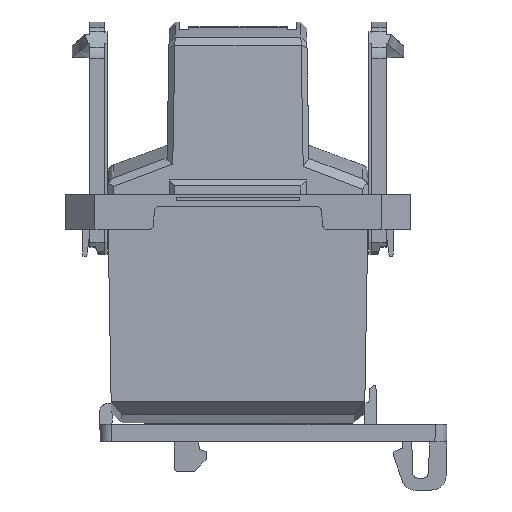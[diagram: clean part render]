
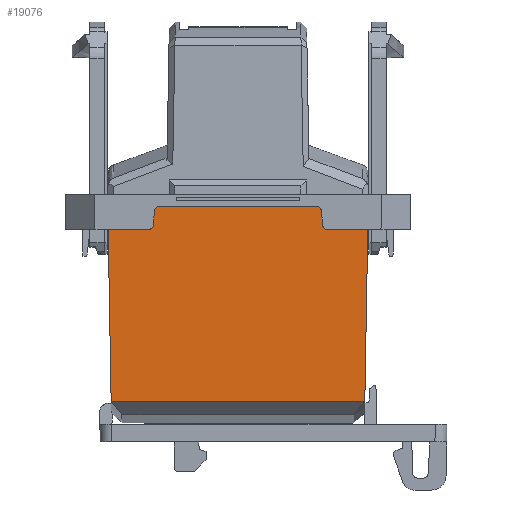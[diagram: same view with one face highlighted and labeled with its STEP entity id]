
A CAD part, left-side view. The second image highlights one B-rep face of the part: STEP entity #19076.
In plain terms, the highlighted planar face has unit normal (-1, 0, -0.018).
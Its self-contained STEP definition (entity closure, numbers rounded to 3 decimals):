
#18958=AXIS2_PLACEMENT_3D('Plane Axis2P3D',#18955,#18956,#18957) ;
#16369=CARTESIAN_POINT('Vertex',(5.116,57.287,15.133)) ;
#17475=CARTESIAN_POINT('Line Origine',(4.86,57.542,29.763)) ;
#17479=CARTESIAN_POINT('Vertex',(4.605,57.798,44.4)) ;
#17587=CARTESIAN_POINT('Vertex',(5.116,14.018,15.133)) ;
#17590=CARTESIAN_POINT('Line Origine',(5.116,35.652,15.133)) ;
#18045=CARTESIAN_POINT('Vertex',(4.605,13.507,44.4)) ;
#18048=CARTESIAN_POINT('Line Origine',(4.86,13.763,29.767)) ;
#18760=CARTESIAN_POINT('Line Origine',(4.605,54.416,44.4)) ;
#18764=CARTESIAN_POINT('Vertex',(4.605,51.034,44.4)) ;
#18955=CARTESIAN_POINT('Axis2P3D Location',(5.148,35.652,13.257)) ;
#18961=CARTESIAN_POINT('Control Point',(4.588,21.269,45.356)) ;
#18962=CARTESIAN_POINT('Control Point',(4.59,21.265,45.264)) ;
#18963=CARTESIAN_POINT('Control Point',(4.591,21.251,45.173)) ;
#18964=CARTESIAN_POINT('Control Point',(4.593,21.226,45.084)) ;
#18965=CARTESIAN_POINT('Control Point',(4.596,21.156,44.912)) ;
#18966=CARTESIAN_POINT('Control Point',(4.599,21.048,44.761)) ;
#18967=CARTESIAN_POINT('Control Point',(4.6,20.986,44.692)) ;
#18968=CARTESIAN_POINT('Control Point',(4.602,20.847,44.57)) ;
#18969=CARTESIAN_POINT('Control Point',(4.603,20.683,44.482)) ;
#18970=CARTESIAN_POINT('Control Point',(4.604,20.597,44.448)) ;
#18971=CARTESIAN_POINT('Control Point',(4.605,20.479,44.417)) ;
#18972=CARTESIAN_POINT('Control Point',(4.605,20.358,44.403)) ;
#18973=CARTESIAN_POINT('Control Point',(4.605,20.329,44.401)) ;
#18974=CARTESIAN_POINT('Control Point',(4.605,20.3,44.4)) ;
#18975=CARTESIAN_POINT('Control Point',(4.605,20.27,44.4)) ;
#18976=CARTESIAN_POINT('Vertex',(4.588,21.269,45.356)) ;
#18978=CARTESIAN_POINT('Vertex',(4.605,20.27,44.4)) ;
#18981=CARTESIAN_POINT('Line Origine',(4.57,21.315,46.4)) ;
#18985=CARTESIAN_POINT('Vertex',(4.552,21.361,47.444)) ;
#18989=CARTESIAN_POINT('Control Point',(4.535,22.36,48.4)) ;
#18990=CARTESIAN_POINT('Control Point',(4.535,22.268,48.4)) ;
#18991=CARTESIAN_POINT('Control Point',(4.535,22.176,48.389)) ;
#18992=CARTESIAN_POINT('Control Point',(4.536,22.085,48.368)) ;
#18993=CARTESIAN_POINT('Control Point',(4.537,21.911,48.306)) ;
#18994=CARTESIAN_POINT('Control Point',(4.538,21.755,48.205)) ;
#18995=CARTESIAN_POINT('Control Point',(4.54,21.684,48.146)) ;
#18996=CARTESIAN_POINT('Control Point',(4.542,21.555,48.012)) ;
#18997=CARTESIAN_POINT('Control Point',(4.545,21.461,47.853)) ;
#18998=CARTESIAN_POINT('Control Point',(4.546,21.423,47.768)) ;
#18999=CARTESIAN_POINT('Control Point',(4.548,21.386,47.651)) ;
#19000=CARTESIAN_POINT('Control Point',(4.55,21.368,47.531)) ;
#19001=CARTESIAN_POINT('Control Point',(4.551,21.364,47.502)) ;
#19002=CARTESIAN_POINT('Control Point',(4.551,21.362,47.473)) ;
#19003=CARTESIAN_POINT('Control Point',(4.552,21.361,47.444)) ;
#19004=CARTESIAN_POINT('Vertex',(4.535,22.36,48.4)) ;
#19007=CARTESIAN_POINT('Line Origine',(4.535,35.652,48.4)) ;
#19011=CARTESIAN_POINT('Vertex',(4.535,48.945,48.4)) ;
#19015=CARTESIAN_POINT('Control Point',(4.535,48.945,48.4)) ;
#19016=CARTESIAN_POINT('Control Point',(4.535,49.037,48.4)) ;
#19017=CARTESIAN_POINT('Control Point',(4.535,49.129,48.389)) ;
#19018=CARTESIAN_POINT('Control Point',(4.536,49.219,48.368)) ;
#19019=CARTESIAN_POINT('Control Point',(4.537,49.394,48.306)) ;
#19020=CARTESIAN_POINT('Control Point',(4.538,49.549,48.205)) ;
#19021=CARTESIAN_POINT('Control Point',(4.54,49.621,48.146)) ;
#19022=CARTESIAN_POINT('Control Point',(4.542,49.749,48.012)) ;
#19023=CARTESIAN_POINT('Control Point',(4.545,49.844,47.853)) ;
#19024=CARTESIAN_POINT('Control Point',(4.546,49.882,47.768)) ;
#19025=CARTESIAN_POINT('Control Point',(4.548,49.919,47.651)) ;
#19026=CARTESIAN_POINT('Control Point',(4.55,49.937,47.531)) ;
#19027=CARTESIAN_POINT('Control Point',(4.551,49.94,47.502)) ;
#19028=CARTESIAN_POINT('Control Point',(4.551,49.943,47.473)) ;
#19029=CARTESIAN_POINT('Control Point',(4.552,49.944,47.444)) ;
#19030=CARTESIAN_POINT('Vertex',(4.552,49.944,47.444)) ;
#19033=CARTESIAN_POINT('Line Origine',(4.57,49.99,46.4)) ;
#19037=CARTESIAN_POINT('Vertex',(4.588,50.035,45.356)) ;
#19041=CARTESIAN_POINT('Control Point',(4.588,50.035,45.356)) ;
#19042=CARTESIAN_POINT('Control Point',(4.59,50.039,45.264)) ;
#19043=CARTESIAN_POINT('Control Point',(4.591,50.054,45.173)) ;
#19044=CARTESIAN_POINT('Control Point',(4.593,50.079,45.084)) ;
#19045=CARTESIAN_POINT('Control Point',(4.596,50.149,44.912)) ;
#19046=CARTESIAN_POINT('Control Point',(4.599,50.257,44.761)) ;
#19047=CARTESIAN_POINT('Control Point',(4.6,50.319,44.692)) ;
#19048=CARTESIAN_POINT('Control Point',(4.602,50.458,44.57)) ;
#19049=CARTESIAN_POINT('Control Point',(4.603,50.621,44.482)) ;
#19050=CARTESIAN_POINT('Control Point',(4.604,50.708,44.448)) ;
#19051=CARTESIAN_POINT('Control Point',(4.605,50.826,44.417)) ;
#19052=CARTESIAN_POINT('Control Point',(4.605,50.946,44.403)) ;
#19053=CARTESIAN_POINT('Control Point',(4.605,50.976,44.401)) ;
#19054=CARTESIAN_POINT('Control Point',(4.605,51.005,44.4)) ;
#19055=CARTESIAN_POINT('Control Point',(4.605,51.034,44.4)) ;
#19057=CARTESIAN_POINT('Line Origine',(4.605,16.889,44.4)) ;
#17476=DIRECTION('Vector Direction',(-0.017,0.017,1.)) ;
#17591=DIRECTION('Vector Direction',(0.,-1.,0.)) ;
#18049=DIRECTION('Vector Direction',(-0.017,-0.017,1.)) ;
#18761=DIRECTION('Vector Direction',(0.,-1.,0.)) ;
#18956=DIRECTION('Axis2P3D Direction',(-1.,0.,-0.017)) ;
#18957=DIRECTION('Axis2P3D XDirection',(-0.017,0.,1.)) ;
#18982=DIRECTION('Vector Direction',(-0.017,0.044,0.999)) ;
#19008=DIRECTION('Vector Direction',(0.,1.,0.)) ;
#19034=DIRECTION('Vector Direction',(0.017,0.044,-0.999)) ;
#19058=DIRECTION('Vector Direction',(0.,-1.,0.)) ;
#17477=VECTOR('Line Direction',#17476,1.) ;
#17592=VECTOR('Line Direction',#17591,1.) ;
#18050=VECTOR('Line Direction',#18049,1.) ;
#18762=VECTOR('Line Direction',#18761,1.) ;
#18983=VECTOR('Line Direction',#18982,1.) ;
#19009=VECTOR('Line Direction',#19008,1.) ;
#19035=VECTOR('Line Direction',#19034,1.) ;
#19059=VECTOR('Line Direction',#19058,1.) ;
#19063=ORIENTED_EDGE('',*,*,#18980,.F.) ;
#19064=ORIENTED_EDGE('',*,*,#18987,.T.) ;
#19065=ORIENTED_EDGE('',*,*,#19006,.T.) ;
#19066=ORIENTED_EDGE('',*,*,#19013,.T.) ;
#19067=ORIENTED_EDGE('',*,*,#19032,.T.) ;
#19068=ORIENTED_EDGE('',*,*,#19039,.T.) ;
#19069=ORIENTED_EDGE('',*,*,#19056,.F.) ;
#19070=ORIENTED_EDGE('',*,*,#18766,.F.) ;
#19071=ORIENTED_EDGE('',*,*,#17481,.F.) ;
#19072=ORIENTED_EDGE('',*,*,#17594,.F.) ;
#19073=ORIENTED_EDGE('',*,*,#18052,.T.) ;
#19074=ORIENTED_EDGE('',*,*,#19061,.F.) ;
#19076=ADVANCED_FACE('K\X2\00F6\X0\rper.2',(#19075),#18959,.T.) ;
#18960=B_SPLINE_CURVE_WITH_KNOTS('',5,(#18961,#18962,#18963,#18964,#18965,#18966,#18967,#18968,#18969,#18970,#18971,#18972,#18973,#18974,#18975),.UNSPECIFIED.,.F.,.U.,(6,3,3,3,6),(0.,0.651,1.302,1.953,2.16),.UNSPECIFIED.) ;
#18988=B_SPLINE_CURVE_WITH_KNOTS('',5,(#18989,#18990,#18991,#18992,#18993,#18994,#18995,#18996,#18997,#18998,#18999,#19000,#19001,#19002,#19003),.UNSPECIFIED.,.F.,.U.,(6,3,3,3,6),(0.,0.65,1.302,1.953,2.16),.UNSPECIFIED.) ;
#19014=B_SPLINE_CURVE_WITH_KNOTS('',5,(#19015,#19016,#19017,#19018,#19019,#19020,#19021,#19022,#19023,#19024,#19025,#19026,#19027,#19028,#19029),.UNSPECIFIED.,.F.,.U.,(6,3,3,3,6),(0.,0.65,1.302,1.953,2.16),.UNSPECIFIED.) ;
#19040=B_SPLINE_CURVE_WITH_KNOTS('',5,(#19041,#19042,#19043,#19044,#19045,#19046,#19047,#19048,#19049,#19050,#19051,#19052,#19053,#19054,#19055),.UNSPECIFIED.,.F.,.U.,(6,3,3,3,6),(0.,0.651,1.302,1.953,2.16),.UNSPECIFIED.) ;
#17481=EDGE_CURVE('',#16370,#17480,#17478,.T.) ;
#17594=EDGE_CURVE('',#17588,#16370,#17593,.F.) ;
#18052=EDGE_CURVE('',#17588,#18046,#18051,.T.) ;
#18766=EDGE_CURVE('',#17480,#18765,#18763,.T.) ;
#18980=EDGE_CURVE('',#18977,#18979,#18960,.T.) ;
#18987=EDGE_CURVE('',#18977,#18986,#18984,.T.) ;
#19006=EDGE_CURVE('',#18986,#19005,#18988,.F.) ;
#19013=EDGE_CURVE('',#19005,#19012,#19010,.T.) ;
#19032=EDGE_CURVE('',#19012,#19031,#19014,.T.) ;
#19039=EDGE_CURVE('',#19031,#19038,#19036,.T.) ;
#19056=EDGE_CURVE('',#18765,#19038,#19040,.F.) ;
#19061=EDGE_CURVE('',#18979,#18046,#19060,.T.) ;
#19062=EDGE_LOOP('',(#19063,#19064,#19065,#19066,#19067,#19068,#19069,#19070,#19071,#19072,#19073,#19074)) ;
#19075=FACE_OUTER_BOUND('',#19062,.T.) ;
#17478=LINE('Line',#17475,#17477) ;
#17593=LINE('Line',#17590,#17592) ;
#18051=LINE('Line',#18048,#18050) ;
#18763=LINE('Line',#18760,#18762) ;
#18984=LINE('Line',#18981,#18983) ;
#19010=LINE('Line',#19007,#19009) ;
#19036=LINE('Line',#19033,#19035) ;
#19060=LINE('Line',#19057,#19059) ;
#18959=PLANE('',#18958) ;
#16370=VERTEX_POINT('',#16369) ;
#17480=VERTEX_POINT('',#17479) ;
#17588=VERTEX_POINT('',#17587) ;
#18046=VERTEX_POINT('',#18045) ;
#18765=VERTEX_POINT('',#18764) ;
#18977=VERTEX_POINT('',#18976) ;
#18979=VERTEX_POINT('',#18978) ;
#18986=VERTEX_POINT('',#18985) ;
#19005=VERTEX_POINT('',#19004) ;
#19012=VERTEX_POINT('',#19011) ;
#19031=VERTEX_POINT('',#19030) ;
#19038=VERTEX_POINT('',#19037) ;
